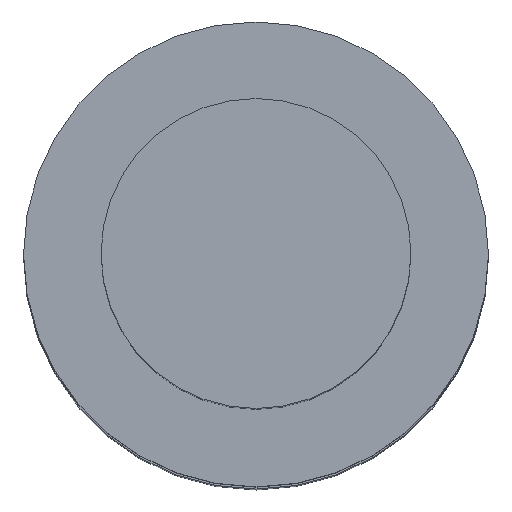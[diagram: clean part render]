
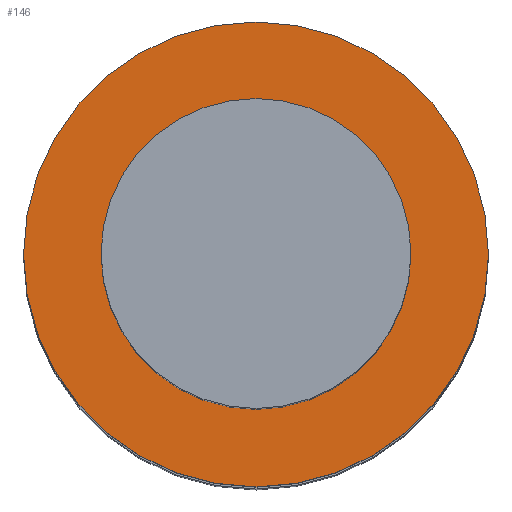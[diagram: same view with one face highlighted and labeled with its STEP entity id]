
A CAD part, top view. The second image highlights one B-rep face of the part: STEP entity #146.
In plain terms, the highlighted planar face has unit normal (0, 0, 1).
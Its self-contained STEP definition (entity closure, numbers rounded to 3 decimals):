
#20=FACE_BOUND('',#53,.T.);
#27=PLANE('',#184);
#39=FACE_OUTER_BOUND('',#52,.T.);
#52=EDGE_LOOP('',(#127));
#53=EDGE_LOOP('',(#128));
#72=CIRCLE('',#179,10.);
#74=CIRCLE('',#182,15.);
#82=VERTEX_POINT('',#262);
#84=VERTEX_POINT('',#268);
#95=EDGE_CURVE('',#82,#82,#72,.T.);
#98=EDGE_CURVE('',#84,#84,#74,.T.);
#127=ORIENTED_EDGE('',*,*,#98,.T.);
#128=ORIENTED_EDGE('',*,*,#95,.T.);
#146=ADVANCED_FACE('',(#39,#20),#27,.T.);
#179=AXIS2_PLACEMENT_3D('',#263,#221,#222);
#182=AXIS2_PLACEMENT_3D('',#269,#228,#229);
#184=AXIS2_PLACEMENT_3D('',#273,#233,#234);
#221=DIRECTION('center_axis',(0.,0.,-1.));
#222=DIRECTION('ref_axis',(-1.,0.,0.));
#228=DIRECTION('center_axis',(0.,0.,1.));
#229=DIRECTION('ref_axis',(-1.,0.,0.));
#233=DIRECTION('center_axis',(0.,0.,1.));
#234=DIRECTION('ref_axis',(-1.,0.,0.));
#262=CARTESIAN_POINT('',(10.,0.,110.));
#263=CARTESIAN_POINT('Origin',(0.,0.,110.));
#268=CARTESIAN_POINT('',(15.,0.,110.));
#269=CARTESIAN_POINT('Origin',(0.,0.,110.));
#273=CARTESIAN_POINT('Origin',(0.,0.,110.));
